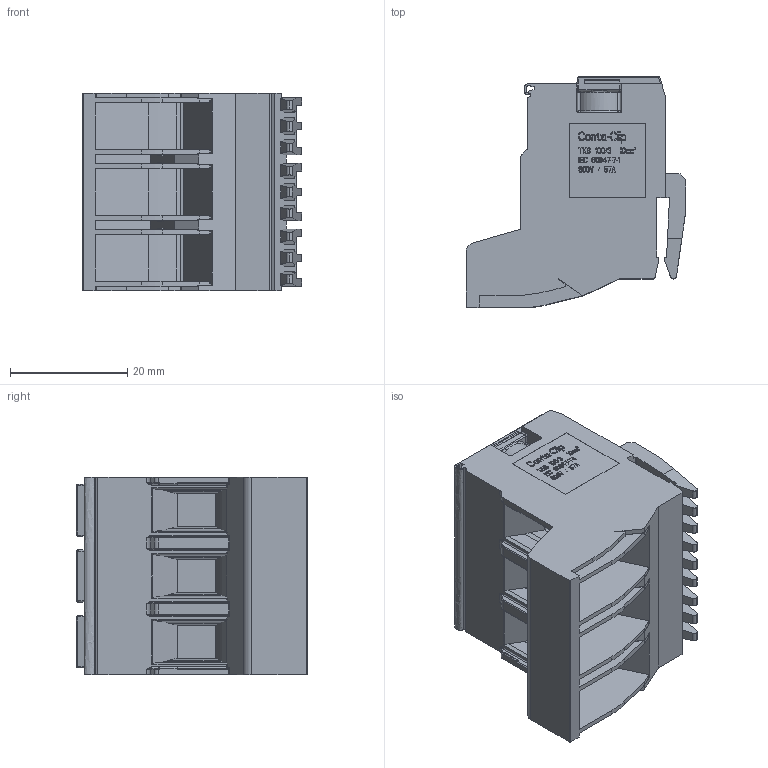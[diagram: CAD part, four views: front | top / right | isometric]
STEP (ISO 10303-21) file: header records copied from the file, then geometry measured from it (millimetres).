
FILE_DESCRIPTION((''),'2;1');
FILE_NAME('17046_3_TKS10_3_iso.stp','2010-09-14T',('Ludolph'),(''),'PRO/ENGINEER BY PARAMETRIC TECHNOLOGY CORPORATION, 2007390','PRO/ENGINEER BY PARAMETRIC TECHNOLOGY CORPORATION, 2007390','');
FILE_SCHEMA(('CONFIG_CONTROL_DESIGN'));
Products named in the file (1): TKS100_3_3D_VOLUMEN_
Bounding box: 37.53 x 39.5 x 33.75 mm (x, y, z)
Volume: 23723.1 mm3; surface area: 15359 mm2
Topology: 1 solids, 1 shells, 2224 faces, 6217 edges, 4039 vertices
Faces by surface type: plane 1799, cylinder 302, bspline 80, sphere 28, torus 15
Entity records: 73426 total; most frequent: CARTESIAN_POINT 16718, ORIENTED_EDGE 12428, DIRECTION 10711, EDGE_CURVE 6214, VECTOR 5459, LINE 5459, VERTEX_POINT 4038, AXIS2_PLACEMENT_3D 2626
